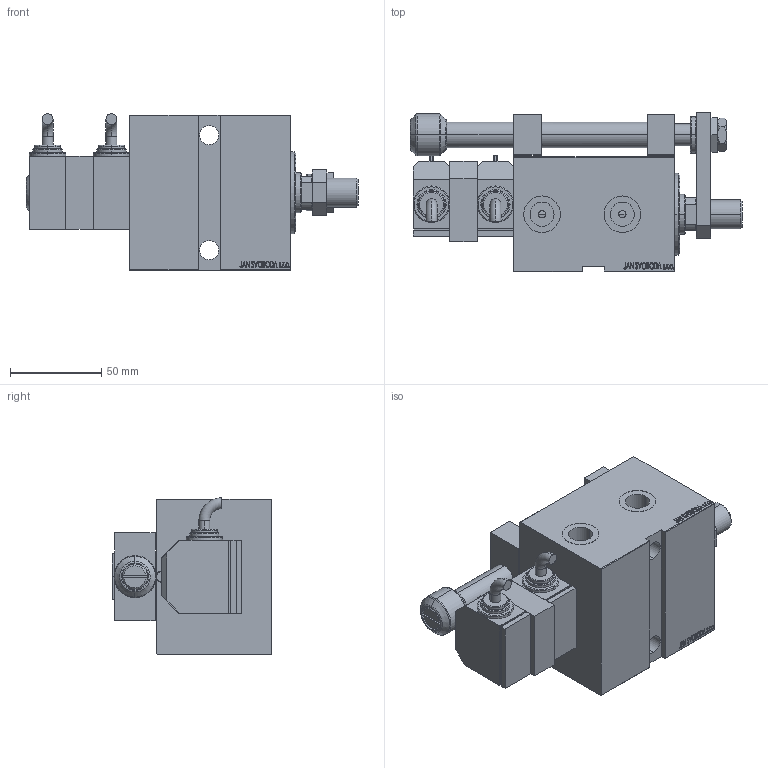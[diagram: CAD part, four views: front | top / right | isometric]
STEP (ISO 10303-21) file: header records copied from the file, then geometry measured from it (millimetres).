
FILE_DESCRIPTION (( 'STEP AP203' ), '1' );
FILE_NAME ('b8a7.STEP', '2025-12-11T10:37:21', ( '' ), ( '' ), 'SwSTEP 2.0', 'SolidWorks 2019', '' );
FILE_SCHEMA (( 'CONFIG_CONTROL_DESIGN' ));
Length unit declared in the file: millimetre
Products named in the file (14): MIDDLE 01502e54a52e8c885db9038e421e7c99; NUT_D19_P 01502e54a52e8c885db9038e421e7c99; SWITCH_P_FRONT_BACK 01502e54a52e8c885db9038e421e7c99; TYC_P 01502e54a52e8c885db9038e421e7c99; SWITCH DIM W_B 01502e54a52e8c885db9038e421e7c99; SWITCH P 01502e54a52e8c885db9038e421e7c99; V450CM_E_VCP 01502e54a52e8c885db9038e421e7c99; NUT_D16 01502e54a52e8c885db9038e421e7c99; ZARAZKA_P 01502e54a52e8c885db9038e421e7c99; KROUZEK_PRO_TYC 01502e54a52e8c885db9038e421e7c99; V450CM_MALE_METRIC 01502e54a52e8c885db9038e421e7c99; b8a7; V450CM_E_Body 01502e54a52e8c885db9038e421e7c99; V450CM_VC_B 01502e54a52e8c885db9038e421e7c99
Assembly tree (15 placements, depth 2):
  b8a7
    V450CM_E_Body 01502e54a52e8c885db9038e421e7c99
    V450CM_E_VCP 01502e54a52e8c885db9038e421e7c99
    V450CM_VC_B 01502e54a52e8c885db9038e421e7c99
    V450CM_MALE_METRIC 01502e54a52e8c885db9038e421e7c99
    ZARAZKA_P 01502e54a52e8c885db9038e421e7c99
    KROUZEK_PRO_TYC 01502e54a52e8c885db9038e421e7c99
    MIDDLE 01502e54a52e8c885db9038e421e7c99
    NUT_D16 01502e54a52e8c885db9038e421e7c99
    NUT_D19_P 01502e54a52e8c885db9038e421e7c99
    SWITCH DIM W_B 01502e54a52e8c885db9038e421e7c99
    SWITCH P 01502e54a52e8c885db9038e421e7c99  x2
    SWITCH_P_FRONT_BACK 01502e54a52e8c885db9038e421e7c99  x2
    TYC_P 01502e54a52e8c885db9038e421e7c99
Bounding box: 181.8 x 87.5 x 85.76 mm (x, y, z)
Volume: 600382.5 mm3; surface area: 120198.9 mm2
Topology: 15 solids, 15 shells, 1085 faces, 2712 edges, 1780 vertices
Faces by surface type: plane 524, bspline 380, cylinder 106, cone 41, torus 34
Entity records: 49075 total; most frequent: CARTESIAN_POINT 25445, ORIENTED_EDGE 5124, DIRECTION 3351, EDGE_CURVE 2562, VERTEX_POINT 1684, LINE 1491, VECTOR 1491, EDGE_LOOP 1166
